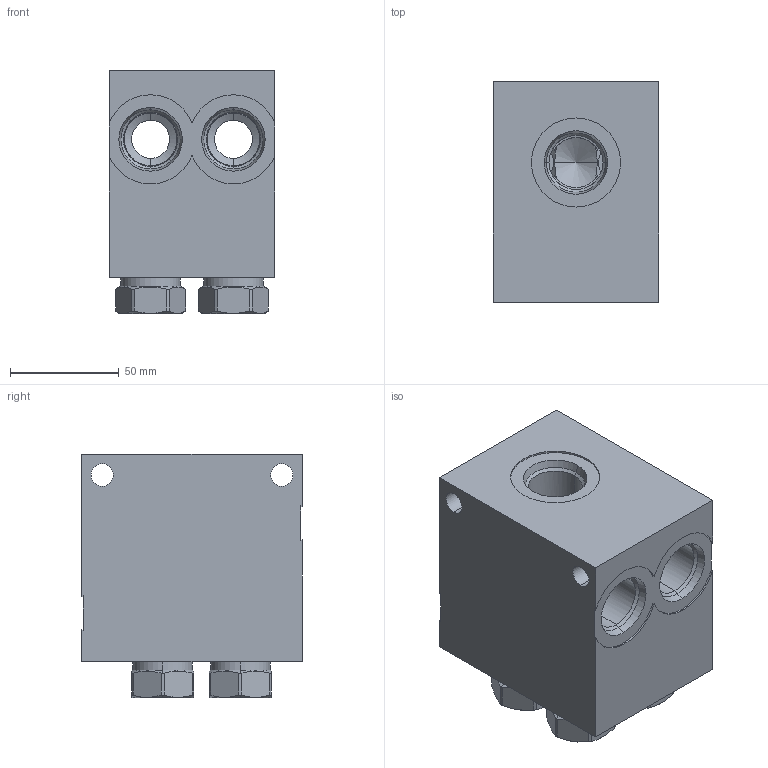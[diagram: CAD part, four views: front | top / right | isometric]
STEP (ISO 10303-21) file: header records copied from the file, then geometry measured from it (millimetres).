
FILE_DESCRIPTION((''),'2;1');
FILE_NAME('BPL_ASM','2019-09-09T',('ProEService'),(''),'PRO/ENGINEER BY PARAMETRIC TECHNOLOGY CORPORATION, 2014200','PRO/ENGINEER BY PARAMETRIC TECHNOLOGY CORPORATION, 2014200','');
FILE_SCHEMA(('CONFIG_CONTROL_DESIGN'));
Length unit declared in the file: inch
Products named in the file (4): 150-053-004; CXFAXAN; CXEDXAN; BPL_ASM
Assembly tree (5 placements, depth 2):
  BPL_ASM
    150-053-004
    CXFAXAN  x2
    CXEDXAN  x2
Bounding box: 76.2 x 101.6 x 111.91 mm (x, y, z)
Volume: 592662.5 mm3; surface area: 118987.3 mm2
Topology: 13 solids, 15 shells, 751 faces, 2131 edges, 1599 vertices
Faces by surface type: cylinder 310, cone 158, plane 147, torus 96, revolution 32, sphere 8
Entity records: 19714 total; most frequent: CARTESIAN_POINT 6328, DIRECTION 2899, ORIENTED_EDGE 2284, EDGE_CURVE 1142, AXIS2_PLACEMENT_3D 1057, VECTOR 769, LINE 769, VERTEX_POINT 693
